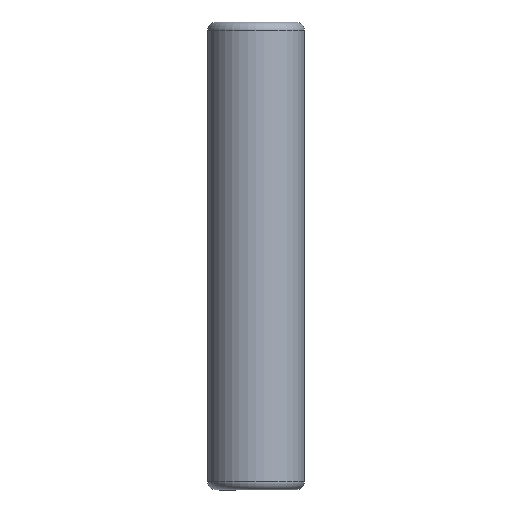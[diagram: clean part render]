
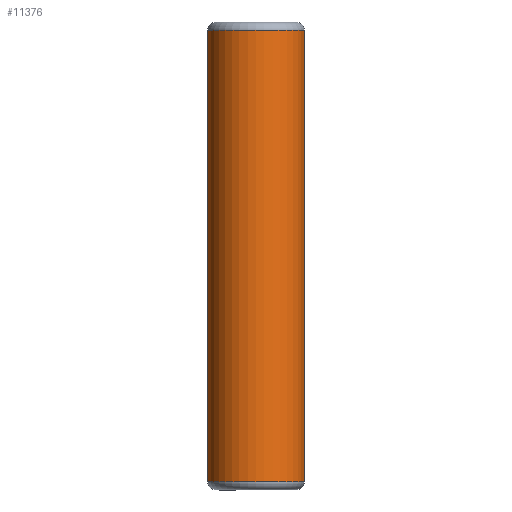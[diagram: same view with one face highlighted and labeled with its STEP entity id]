
A CAD part, left-side view. The second image highlights one B-rep face of the part: STEP entity #11376.
In plain terms, the highlighted cylindrical face has radius 3 mm (diameter 6 mm), a partial arc.
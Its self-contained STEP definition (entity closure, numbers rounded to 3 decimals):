
#162=CARTESIAN_POINT('',(-2.,0.,0.5));
#163=DIRECTION('',(0.,0.,-1.));
#164=DIRECTION('',(0.,-1.,0.));
#165=AXIS2_PLACEMENT_3D('',#162,#163,#164);
#193=DIRECTION('',(0.,0.,1.));
#194=VECTOR('',#193,28.);
#195=CARTESIAN_POINT('',(-2.,-3.,0.5));
#196=LINE('',#195,#194);
#215=DIRECTION('',(0.,0.,1.));
#216=VECTOR('',#215,28.);
#217=CARTESIAN_POINT('',(-2.,3.,0.5));
#218=LINE('',#217,#216);
#224=CARTESIAN_POINT('',(-2.,0.,28.5));
#225=DIRECTION('',(0.,0.,1.));
#226=DIRECTION('',(0.,1.,0.));
#227=AXIS2_PLACEMENT_3D('',#224,#225,#226);
#8923=CARTESIAN_POINT('',(-2.,-3.,0.5));
#8924=VERTEX_POINT('',#8923);
#8927=CARTESIAN_POINT('',(-2.,3.,0.5));
#8928=VERTEX_POINT('',#8927);
#8939=CARTESIAN_POINT('',(-2.,3.,28.5));
#8940=VERTEX_POINT('',#8939);
#8943=CARTESIAN_POINT('',(-2.,-3.,28.5));
#8944=VERTEX_POINT('',#8943);
#11364=CARTESIAN_POINT('',(-2.,0.,0.));
#11365=DIRECTION('',(0.,0.,1.));
#11366=DIRECTION('',(1.,0.,0.));
#11367=AXIS2_PLACEMENT_3D('',#11364,#11365,#11366);
#11368=CYLINDRICAL_SURFACE('',#11367,3.);
#11369=ORIENTED_EDGE('',*,*,#11292,.T.);
#11370=ORIENTED_EDGE('',*,*,#11321,.T.);
#11372=ORIENTED_EDGE('',*,*,#11371,.T.);
#11373=ORIENTED_EDGE('',*,*,#11346,.F.);
#11374=EDGE_LOOP('',(#11369,#11370,#11372,#11373));
#11375=FACE_OUTER_BOUND('',#11374,.F.);
#11376=ADVANCED_FACE('',(#11375),#11368,.T.);
#166=CIRCLE('',#165,3.);
#228=CIRCLE('',#227,3.);
#11292=EDGE_CURVE('',#8924,#8928,#166,.T.);
#11321=EDGE_CURVE('',#8928,#8940,#218,.T.);
#11346=EDGE_CURVE('',#8924,#8944,#196,.T.);
#11371=EDGE_CURVE('',#8940,#8944,#228,.T.);
